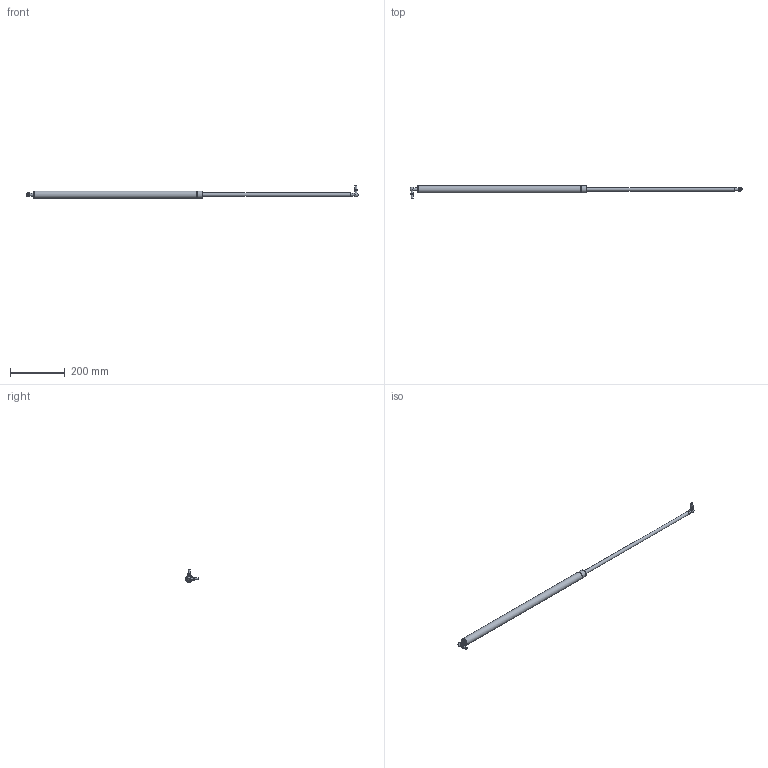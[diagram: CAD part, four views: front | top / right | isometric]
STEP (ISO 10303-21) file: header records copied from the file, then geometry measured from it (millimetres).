
FILE_DESCRIPTION(/* description */ (''),/* implementation_level */ '2;1');
FILE_NAME(/* name */ 'DR_SB-1200-B.stp',/* time_stamp */ '2023-07-13T16:43:01+09:00',/* author */ ('user'),/* organization */ (''),/* preprocessor_version */ 'ST-DEVELOPER v15.6',/* originating_system */ 'Autodesk Inventor 2015',/* authorisation */ '');
FILE_SCHEMA (('AUTOMOTIVE_DESIGN { 1 0 10303 214 3 1 1 }'));
Length unit declared in the file: millimetre
Products named in the file (7): DR_SB-1200-BASE; DR_SB-1200-SUPPORT; DR_SB-1200-RING; 링크볼_B-3; 링크볼_B-2; 링크볼_B; DR_SB-1200-B
Bounding box: 1215.5 x 46.57 x 46.57 mm (x, y, z)
Volume: 337942.5 mm3; surface area: 105716.6 mm2
Topology: 7 solids, 7 shells, 118 faces, 306 edges, 191 vertices
Faces by surface type: bspline 48, plane 39, cylinder 17, sphere 6, cone 5, torus 3
Full cylindrical faces by diameter (mm): 8 x4, 8.5 x2, 10 x1, 10.5 x2, 12.5 x1, 13 x1, 18 x3, 26 x1, 27 x2
Entity records: 2535 total; most frequent: CARTESIAN_POINT 992, ORIENTED_EDGE 258, DIRECTION 256, EDGE_CURVE 129, AXIS2_PLACEMENT_3D 113, EDGE_LOOP 106, VERTEX_POINT 99, ADVANCED_FACE 72
